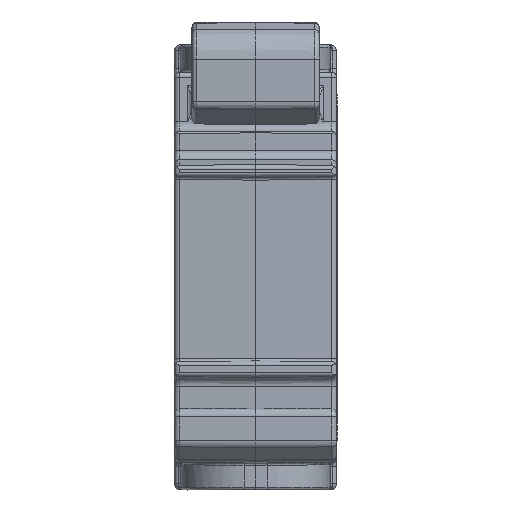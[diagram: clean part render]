
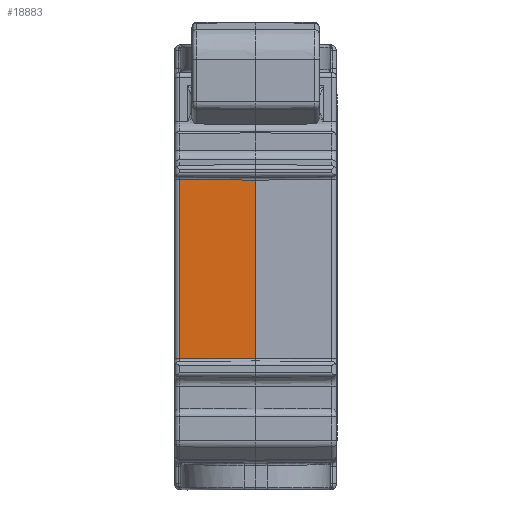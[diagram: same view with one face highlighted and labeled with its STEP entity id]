
A CAD part, front view. The second image highlights one B-rep face of the part: STEP entity #18883.
In plain terms, the highlighted planar face has unit normal (-0.009, -1, 0).
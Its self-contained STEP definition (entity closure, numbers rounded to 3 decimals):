
#2875=CARTESIAN_POINT('',(-8.404,-8.427,
-10.073));
#2886=DIRECTION('',(0.,0.,1.));
#2887=VECTOR('',#2886,19.747);
#2888=CARTESIAN_POINT('',(-8.404,-8.427,
-10.073));
#2889=LINE('',#2888,#2887);
#3983=DIRECTION('',(1.,-0.009,-0.009));
#3984=VECTOR('',#3983,8.405);
#3985=CARTESIAN_POINT('',(-8.404,-8.427,
9.673));
#3986=LINE('',#3985,#3984);
#4067=DIRECTION('',(0.,0.,1.));
#4068=VECTOR('',#4067,19.6);
#4069=CARTESIAN_POINT('',(0.,-8.5,-10.));
#4070=LINE('',#4069,#4068);
#4125=DIRECTION('',(-1.,0.009,-0.009));
#4126=VECTOR('',#4125,8.405);
#4127=CARTESIAN_POINT('',(0.,-8.5,-10.));
#4128=LINE('',#4127,#4126);
#10010=CARTESIAN_POINT('',(0.,-8.5,-10.));
#10011=CARTESIAN_POINT('',(0.,-8.5,9.6));
#10012=VERTEX_POINT('',#10010);
#10013=VERTEX_POINT('',#10011);
#11277=VERTEX_POINT('',#2875);
#11280=CARTESIAN_POINT('',(-8.404,-8.427,
9.673));
#11281=VERTEX_POINT('',#11280);
#18871=CARTESIAN_POINT('',(0.,-8.5,-19.337));
#18872=DIRECTION('',(0.009,1.,0.));
#18873=DIRECTION('',(0.,0.,1.));
#18874=AXIS2_PLACEMENT_3D('',#18871,#18872,#18873);
#18875=PLANE('',#18874);
#18876=ORIENTED_EDGE('',*,*,#17095,.T.);
#18877=ORIENTED_EDGE('',*,*,#18745,.T.);
#18878=ORIENTED_EDGE('',*,*,#18586,.F.);
#18880=ORIENTED_EDGE('',*,*,#18879,.T.);
#18881=EDGE_LOOP('',(#18876,#18877,#18878,#18880));
#18882=FACE_OUTER_BOUND('',#18881,.F.);
#18883=ADVANCED_FACE('',(#18882),#18875,.F.);
#17095=EDGE_CURVE('',#11277,#11281,#2889,.T.);
#18586=EDGE_CURVE('',#10012,#10013,#4070,.T.);
#18745=EDGE_CURVE('',#11281,#10013,#3986,.T.);
#18879=EDGE_CURVE('',#10012,#11277,#4128,.T.);
